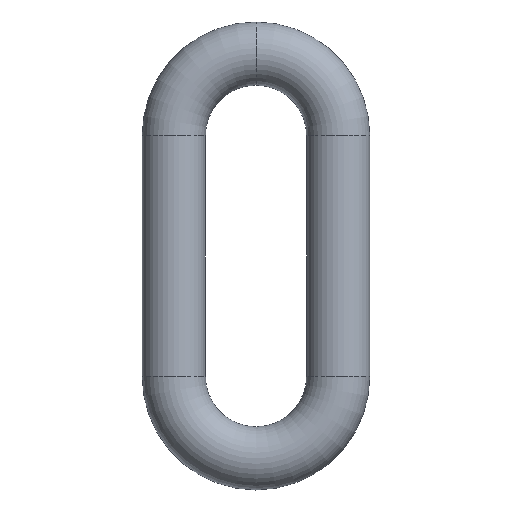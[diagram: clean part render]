
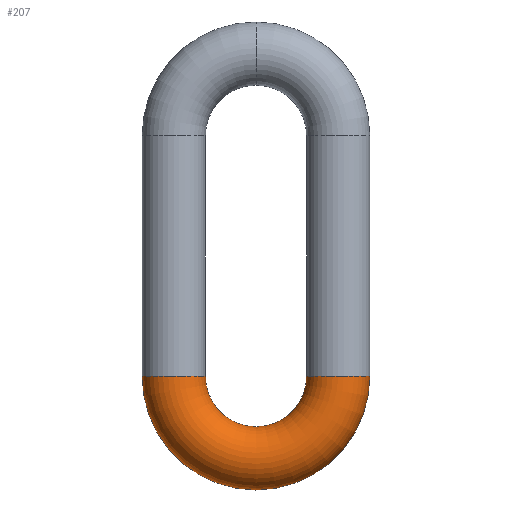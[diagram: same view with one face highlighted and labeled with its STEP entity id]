
A CAD part, front view. The second image highlights one B-rep face of the part: STEP entity #207.
In plain terms, the highlighted toroidal (fillet/blend) face has major radius 6.5 mm and minor radius 2.5 mm.
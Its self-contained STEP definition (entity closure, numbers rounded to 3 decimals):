
#3 = CIRCLE ( 'NONE', #234, 2.5 ) ;
#4 = AXIS2_PLACEMENT_3D ( 'NONE', #130, #131, #132 ) ;
#16 = CIRCLE ( 'NONE', #4, 4. ) ;
#21 = TOROIDAL_SURFACE ( 'NONE', #29, 6.5, 2.5 ) ;
#29 = AXIS2_PLACEMENT_3D ( 'NONE', #115, #116, #117 ) ;
#34 = AXIS2_PLACEMENT_3D ( 'NONE', #69, #70, #71 ) ;
#36 = CIRCLE ( 'NONE', #34, 9. ) ;
#68 = AXIS2_PLACEMENT_3D ( 'NONE', #149, #150, #151 ) ;
#69 = CARTESIAN_POINT ( 'NONE',  ( 0., 0., -9.5 ) ) ;
#70 = DIRECTION ( 'NONE',  ( 0., 1., 0. ) ) ;
#71 = DIRECTION ( 'NONE',  ( 0., 0., 1. ) ) ;
#115 = CARTESIAN_POINT ( 'NONE',  ( 0., 0., -9.5 ) ) ;
#116 = DIRECTION ( 'NONE',  ( 0., 1., 0. ) ) ;
#117 = DIRECTION ( 'NONE',  ( 0., 0., 1. ) ) ;
#130 = CARTESIAN_POINT ( 'NONE',  ( 0., 0., -9.5 ) ) ;
#131 = DIRECTION ( 'NONE',  ( 0., 1., 0. ) ) ;
#132 = DIRECTION ( 'NONE',  ( 0., 0., 1. ) ) ;
#146 = CARTESIAN_POINT ( 'NONE',  ( 6.5, 0., -9.5 ) ) ;
#147 = DIRECTION ( 'NONE',  ( 0., 0., -1. ) ) ;
#148 = DIRECTION ( 'NONE',  ( -1., 0., 0. ) ) ;
#149 = CARTESIAN_POINT ( 'NONE',  ( -6.5, 0., -9.5 ) ) ;
#150 = DIRECTION ( 'NONE',  ( 0., 0., 1. ) ) ;
#151 = DIRECTION ( 'NONE',  ( 1., 0., 0. ) ) ;
#157 = CARTESIAN_POINT ( 'NONE',  ( -4., 0., -9.5 ) ) ;
#159 = CARTESIAN_POINT ( 'NONE',  ( 9., 0., -9.5 ) ) ;
#161 = CARTESIAN_POINT ( 'NONE',  ( 4., 0., -9.5 ) ) ;
#164 = CARTESIAN_POINT ( 'NONE',  ( -9., 0., -9.5 ) ) ;
#190 = EDGE_CURVE ( 'NONE', #242, #250, #36, .T. ) ;
#207 = ADVANCED_FACE ( 'NONE', ( #270 ), #21, .T. ) ;
#212 = EDGE_CURVE ( 'NONE', #247, #240, #16, .T. ) ;
#218 = EDGE_CURVE ( 'NONE', #242, #247, #3, .T. ) ;
#219 = EDGE_CURVE ( 'NONE', #250, #240, #232, .T. ) ;
#232 = CIRCLE ( 'NONE', #68, 2.5 ) ;
#234 = AXIS2_PLACEMENT_3D ( 'NONE', #146, #147, #148 ) ;
#236 = ORIENTED_EDGE ( 'NONE', *, *, #190, .F. ) ;
#240 = VERTEX_POINT ( 'NONE', #157 ) ;
#242 = VERTEX_POINT ( 'NONE', #159 ) ;
#243 = ORIENTED_EDGE ( 'NONE', *, *, #218, .T. ) ;
#247 = VERTEX_POINT ( 'NONE', #161 ) ;
#250 = VERTEX_POINT ( 'NONE', #164 ) ;
#254 = EDGE_LOOP ( 'NONE', ( #236, #243, #311, #291 ) ) ;
#270 = FACE_OUTER_BOUND ( 'NONE', #254, .T. ) ;
#291 = ORIENTED_EDGE ( 'NONE', *, *, #219, .F. ) ;
#311 = ORIENTED_EDGE ( 'NONE', *, *, #212, .T. ) ;
